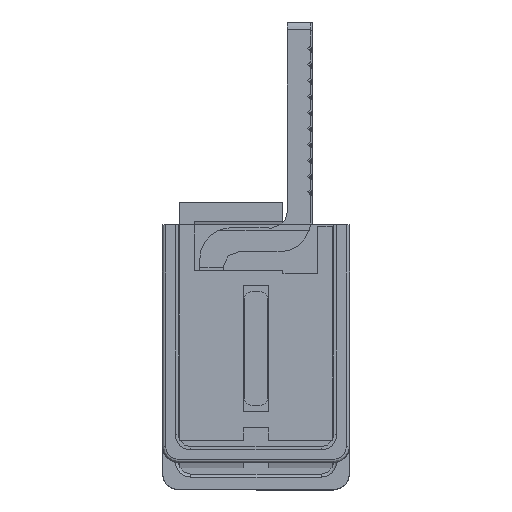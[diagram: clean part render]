
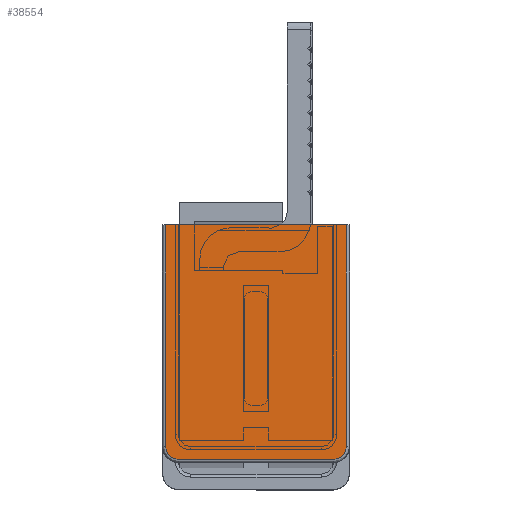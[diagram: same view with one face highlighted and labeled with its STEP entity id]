
A CAD part, top view. The second image highlights one B-rep face of the part: STEP entity #38554.
In plain terms, the highlighted planar face has unit normal (0, 0, 1).
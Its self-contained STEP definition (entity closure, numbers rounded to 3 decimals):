
#2897 = EDGE_CURVE ( 'NONE', #24025, #24063, #66546, .T. ) ;
#2899 = EDGE_CURVE ( 'NONE', #23992, #24041, #66549, .T. ) ;
#2911 = EDGE_CURVE ( 'NONE', #24041, #24025, #47021, .T. ) ;
#3012 = EDGE_CURVE ( 'NONE', #24011, #23992, #47288, .T. ) ;
#3038 = EDGE_CURVE ( 'NONE', #24011, #24075, #47328, .T. ) ;
#3100 = EDGE_CURVE ( 'NONE', #24063, #24075, #46362, .T. ) ;
#16915 = EDGE_LOOP ( 'NONE', ( #22420, #22377, #22402, #22345, #22369, #22396 ) ) ;
#22345 = ORIENTED_EDGE ( 'NONE', *, *, #3038, .T. ) ;
#22369 = ORIENTED_EDGE ( 'NONE', *, *, #3100, .F. ) ;
#22377 = ORIENTED_EDGE ( 'NONE', *, *, #2899, .F. ) ;
#22396 = ORIENTED_EDGE ( 'NONE', *, *, #2897, .F. ) ;
#22402 = ORIENTED_EDGE ( 'NONE', *, *, #3012, .F. ) ;
#22420 = ORIENTED_EDGE ( 'NONE', *, *, #2911, .F. ) ;
#23992 = VERTEX_POINT ( 'NONE', #80340 ) ;
#24011 = VERTEX_POINT ( 'NONE', #80336 ) ;
#24025 = VERTEX_POINT ( 'NONE', #80300 ) ;
#24041 = VERTEX_POINT ( 'NONE', #80330 ) ;
#24063 = VERTEX_POINT ( 'NONE', #80418 ) ;
#24075 = VERTEX_POINT ( 'NONE', #80416 ) ;
#35628 = AXIS2_PLACEMENT_3D ( 'NONE', #49867, #49865, #49863 ) ;
#38554 = ADVANCED_FACE ( 'NONE', ( #49823 ), #49845, .F. ) ;
#46362 = LINE ( 'NONE', #46371, #66657 ) ;
#46371 = CARTESIAN_POINT ( 'NONE',  ( -0.9, -0.4, 219. ) ) ;
#46372 = DIRECTION ( 'NONE',  ( 0., 1., 0. ) ) ;
#47003 = DIRECTION ( 'NONE',  ( -1., 0., 0. ) ) ;
#47009 = DIRECTION ( 'NONE',  ( -1., 0., 0. ) ) ;
#47021 = LINE ( 'NONE', #47071, #66552 ) ;
#47023 = CARTESIAN_POINT ( 'NONE',  ( 9.7, -0.4, 219. ) ) ;
#47030 = DIRECTION ( 'NONE',  ( 0., 0., -1. ) ) ;
#47042 = CARTESIAN_POINT ( 'NONE',  ( -0.1, -0.4, 219. ) ) ;
#47048 = DIRECTION ( 'NONE',  ( 0., 0., -1. ) ) ;
#47059 = DIRECTION ( 'NONE',  ( -1., 0., 0. ) ) ;
#47071 = CARTESIAN_POINT ( 'NONE',  ( 9.7, -1.2, 219. ) ) ;
#47256 = DIRECTION ( 'NONE',  ( 0., -1., 0. ) ) ;
#47269 = CARTESIAN_POINT ( 'NONE',  ( 10.5, -0.4, 219. ) ) ;
#47288 = LINE ( 'NONE', #47269, #66619 ) ;
#47323 = CARTESIAN_POINT ( 'NONE',  ( 10.7, 13.6, 219. ) ) ;
#47325 = DIRECTION ( 'NONE',  ( -1., 0., 0. ) ) ;
#47328 = LINE ( 'NONE', #47323, #66637 ) ;
#49823 = FACE_OUTER_BOUND ( 'NONE', #16915, .T. ) ;
#49845 = PLANE ( 'NONE',  #35628 ) ;
#49863 = DIRECTION ( 'NONE',  ( -1., 0., 0. ) ) ;
#49865 = DIRECTION ( 'NONE',  ( 0., 0., -1. ) ) ;
#49867 = CARTESIAN_POINT ( 'NONE',  ( 9.7, -0.4, 219. ) ) ;
#66546 = CIRCLE ( 'NONE', #66574, 0.8 ) ;
#66547 = AXIS2_PLACEMENT_3D ( 'NONE', #47023, #47030, #47009 ) ;
#66549 = CIRCLE ( 'NONE', #66547, 0.8 ) ;
#66552 = VECTOR ( 'NONE', #47059, 1000. ) ;
#66574 = AXIS2_PLACEMENT_3D ( 'NONE', #47042, #47048, #47003 ) ;
#66619 = VECTOR ( 'NONE', #47256, 1000. ) ;
#66637 = VECTOR ( 'NONE', #47325, 1000. ) ;
#66657 = VECTOR ( 'NONE', #46372, 1000. ) ;
#80300 = CARTESIAN_POINT ( 'NONE',  ( -0.1, -1.2, 219. ) ) ;
#80330 = CARTESIAN_POINT ( 'NONE',  ( 9.7, -1.2, 219. ) ) ;
#80336 = CARTESIAN_POINT ( 'NONE',  ( 10.5, 13.6, 219. ) ) ;
#80340 = CARTESIAN_POINT ( 'NONE',  ( 10.5, -0.4, 219. ) ) ;
#80416 = CARTESIAN_POINT ( 'NONE',  ( -0.9, 13.6, 219. ) ) ;
#80418 = CARTESIAN_POINT ( 'NONE',  ( -0.9, -0.4, 219. ) ) ;
